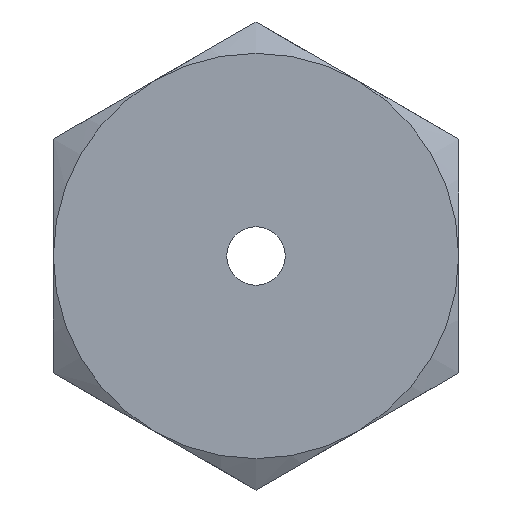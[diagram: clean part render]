
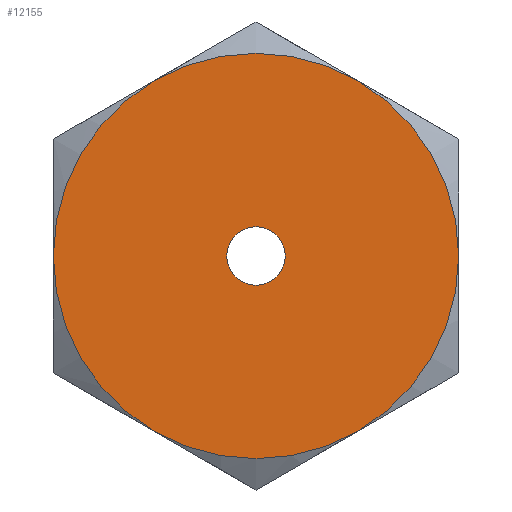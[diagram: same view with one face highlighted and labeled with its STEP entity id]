
A CAD part, left-side view. The second image highlights one B-rep face of the part: STEP entity #12155.
In plain terms, the highlighted planar face has unit normal (-1, 0, 0).
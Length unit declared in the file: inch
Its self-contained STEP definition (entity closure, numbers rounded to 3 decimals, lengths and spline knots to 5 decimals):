
#5792=CARTESIAN_POINT('',(-0.17,0.10925,
-0.18923));
#5806=CARTESIAN_POINT('',(-0.17,0.2185,
0.));
#5834=CARTESIAN_POINT('',(-0.17,0.10925,
0.18923));
#5848=CARTESIAN_POINT('',(-0.17,0.,0.));
#5849=DIRECTION('',(-1.,0.,0.));
#5850=DIRECTION('',(0.,1.,0.));
#5851=AXIS2_PLACEMENT_3D('',#5848,#5849,#5850);
#5853=CARTESIAN_POINT('',(-0.17,0.,0.));
#5854=DIRECTION('',(-1.,0.,0.));
#5855=DIRECTION('',(0.,0.5,0.866));
#5856=AXIS2_PLACEMENT_3D('',#5853,#5854,#5855);
#5858=CARTESIAN_POINT('',(-0.17,0.,0.));
#5859=DIRECTION('',(-1.,0.,0.));
#5860=DIRECTION('',(0.,-0.5,0.866));
#5861=AXIS2_PLACEMENT_3D('',#5858,#5859,#5860);
#5863=CARTESIAN_POINT('',(-0.17,0.,0.));
#5864=DIRECTION('',(-1.,0.,0.));
#5865=DIRECTION('',(0.,-1.,0.));
#5866=AXIS2_PLACEMENT_3D('',#5863,#5864,#5865);
#5868=CARTESIAN_POINT('',(-0.17,0.,0.));
#5869=DIRECTION('',(-1.,0.,0.));
#5870=DIRECTION('',(0.,-0.5,-0.866));
#5871=AXIS2_PLACEMENT_3D('',#5868,#5869,#5870);
#5873=CARTESIAN_POINT('',(-0.17,0.,0.));
#5874=DIRECTION('',(-1.,0.,0.));
#5875=DIRECTION('',(0.,0.5,-0.866));
#5876=AXIS2_PLACEMENT_3D('',#5873,#5874,#5875);
#5878=CARTESIAN_POINT('',(-0.17,0.,0.));
#5879=DIRECTION('',(1.,0.,0.));
#5880=DIRECTION('',(0.,-1.,0.));
#5881=AXIS2_PLACEMENT_3D('',#5878,#5879,#5880);
#5883=CARTESIAN_POINT('',(-0.17,0.,0.));
#5884=DIRECTION('',(1.,0.,0.));
#5885=DIRECTION('',(0.,1.,0.));
#5886=AXIS2_PLACEMENT_3D('',#5883,#5884,#5885);
#5902=CARTESIAN_POINT('',(-0.17,-0.10925,
0.18923));
#5923=CARTESIAN_POINT('',(-0.17,-0.2185,
0.));
#5944=CARTESIAN_POINT('',(-0.17,-0.10925,
-0.18923));
#6241=VERTEX_POINT('',#5792);
#6243=VERTEX_POINT('',#5806);
#6246=VERTEX_POINT('',#5834);
#6248=VERTEX_POINT('',#5902);
#6250=VERTEX_POINT('',#5923);
#6251=VERTEX_POINT('',#5944);
#6256=CARTESIAN_POINT('',(-0.17,-0.0315,0.));
#6257=CARTESIAN_POINT('',(-0.17,0.0315,0.));
#6258=VERTEX_POINT('',#6256);
#6259=VERTEX_POINT('',#6257);
#12136=CARTESIAN_POINT('',(-0.17,0.,0.));
#12137=DIRECTION('',(1.,0.,0.));
#12138=DIRECTION('',(0.,1.,0.));
#12139=AXIS2_PLACEMENT_3D('',#12136,#12137,#12138);
#12140=PLANE('',#12139);
#12141=ORIENTED_EDGE('',*,*,#12034,.F.);
#12142=ORIENTED_EDGE('',*,*,#12104,.F.);
#12143=ORIENTED_EDGE('',*,*,#12117,.F.);
#12144=ORIENTED_EDGE('',*,*,#12131,.F.);
#12145=ORIENTED_EDGE('',*,*,#12061,.F.);
#12146=ORIENTED_EDGE('',*,*,#12045,.F.);
#12147=EDGE_LOOP('',(#12141,#12142,#12143,#12144,#12145,#12146));
#12148=FACE_OUTER_BOUND('',#12147,.F.);
#12150=ORIENTED_EDGE('',*,*,#12149,.F.);
#12152=ORIENTED_EDGE('',*,*,#12151,.F.);
#12153=EDGE_LOOP('',(#12150,#12152));
#12154=FACE_BOUND('',#12153,.F.);
#5852=CIRCLE('',#5851,0.2185);
#5857=CIRCLE('',#5856,0.2185);
#5862=CIRCLE('',#5861,0.2185);
#5867=CIRCLE('',#5866,0.2185);
#5872=CIRCLE('',#5871,0.2185);
#5877=CIRCLE('',#5876,0.2185);
#5882=CIRCLE('',#5881,0.0315);
#5887=CIRCLE('',#5886,0.0315);
#12034=EDGE_CURVE('',#6243,#6241,#5852,.T.);
#12045=EDGE_CURVE('',#6241,#6251,#5877,.T.);
#12061=EDGE_CURVE('',#6251,#6250,#5872,.T.);
#12104=EDGE_CURVE('',#6246,#6243,#5857,.T.);
#12117=EDGE_CURVE('',#6248,#6246,#5862,.T.);
#12131=EDGE_CURVE('',#6250,#6248,#5867,.T.);
#12149=EDGE_CURVE('',#6258,#6259,#5882,.T.);
#12151=EDGE_CURVE('',#6259,#6258,#5887,.T.);
#12155=ADVANCED_FACE('',(#12148,#12154),#12140,.F.);
